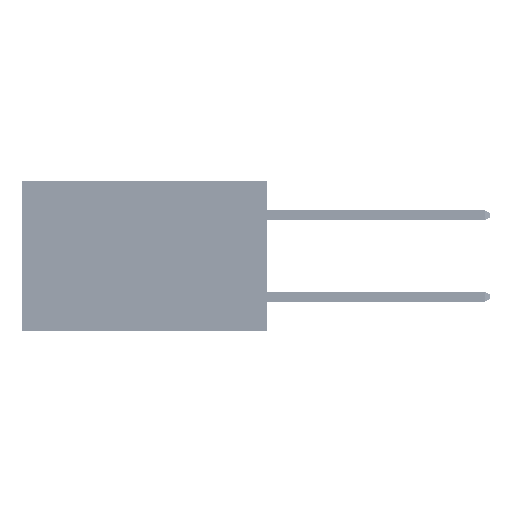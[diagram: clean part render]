
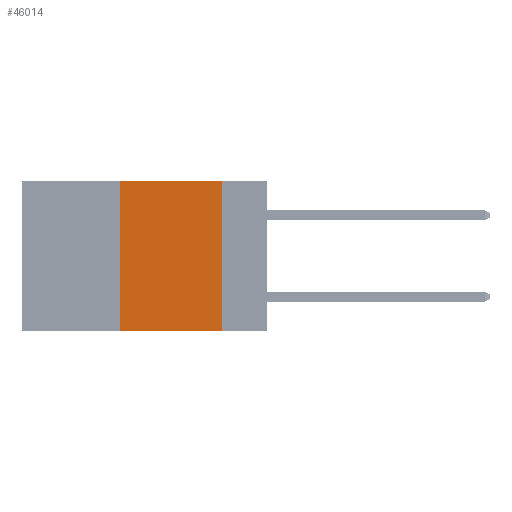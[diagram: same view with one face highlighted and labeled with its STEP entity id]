
A CAD part, left-side view. The second image highlights one B-rep face of the part: STEP entity #46014.
In plain terms, the highlighted planar face has unit normal (-1, 0, 0).
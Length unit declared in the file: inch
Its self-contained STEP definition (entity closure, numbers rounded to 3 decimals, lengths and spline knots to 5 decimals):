
#3166 = FACE_OUTER_BOUND ( 'NONE', #50100, .T. ) ;
#4608 = LINE ( 'NONE', #13060, #46153 ) ;
#4797 = DIRECTION ( 'NONE',  ( 1., 0., 0. ) ) ;
#5106 = CARTESIAN_POINT ( 'NONE',  ( 0., 0.36, 0. ) ) ;
#5939 = DIRECTION ( 'NONE',  ( 0., -1., 0. ) ) ;
#6180 = EDGE_CURVE ( 'NONE', #37788, #38872, #4608, .T. ) ;
#7756 = CARTESIAN_POINT ( 'NONE',  ( 0., 0.11, 0. ) ) ;
#8531 = CARTESIAN_POINT ( 'NONE',  ( 0., 0.11, 0. ) ) ;
#9782 = EDGE_CURVE ( 'NONE', #12119, #24306, #9862, .T. ) ;
#9862 = LINE ( 'NONE', #29335, #25152 ) ;
#11659 = ORIENTED_EDGE ( 'NONE', *, *, #29579, .F. ) ;
#12095 = ORIENTED_EDGE ( 'NONE', *, *, #6180, .F. ) ;
#12119 = VERTEX_POINT ( 'NONE', #46318 ) ;
#13060 = CARTESIAN_POINT ( 'NONE',  ( 0., 0.6, 0. ) ) ;
#13928 = LINE ( 'NONE', #8531, #35279 ) ;
#16377 = DIRECTION ( 'NONE',  ( 0., 0., -1. ) ) ;
#22789 = CARTESIAN_POINT ( 'NONE',  ( 0., 0.11, -0.37 ) ) ;
#24306 = VERTEX_POINT ( 'NONE', #22789 ) ;
#25152 = VECTOR ( 'NONE', #5939, 39.37008 ) ;
#27370 = AXIS2_PLACEMENT_3D ( 'NONE', #47625, #4797, #37380 ) ;
#27388 = ORIENTED_EDGE ( 'NONE', *, *, #9782, .T. ) ;
#29335 = CARTESIAN_POINT ( 'NONE',  ( 0., 0.6, -0.37 ) ) ;
#29524 = EDGE_CURVE ( 'NONE', #38872, #24306, #13928, .T. ) ;
#29579 = EDGE_CURVE ( 'NONE', #12119, #37788, #42603, .T. ) ;
#34077 = VECTOR ( 'NONE', #36334, 39.37008 ) ;
#35279 = VECTOR ( 'NONE', #16377, 39.37008 ) ;
#36334 = DIRECTION ( 'NONE',  ( 0., 0., 1. ) ) ;
#37380 = DIRECTION ( 'NONE',  ( 0., 0., -1. ) ) ;
#37788 = VERTEX_POINT ( 'NONE', #40630 ) ;
#38872 = VERTEX_POINT ( 'NONE', #7756 ) ;
#40630 = CARTESIAN_POINT ( 'NONE',  ( 0., 0.36, 0. ) ) ;
#42603 = LINE ( 'NONE', #5106, #34077 ) ;
#42805 = ORIENTED_EDGE ( 'NONE', *, *, #29524, .F. ) ;
#43728 = PLANE ( 'NONE',  #27370 ) ;
#46014 = ADVANCED_FACE ( 'NONE', ( #3166 ), #43728, .F. ) ;
#46153 = VECTOR ( 'NONE', #49024, 39.37008 ) ;
#46318 = CARTESIAN_POINT ( 'NONE',  ( 0., 0.36, -0.37 ) ) ;
#47625 = CARTESIAN_POINT ( 'NONE',  ( 0., 0.6, 0. ) ) ;
#49024 = DIRECTION ( 'NONE',  ( 0., -1., 0. ) ) ;
#50100 = EDGE_LOOP ( 'NONE', ( #42805, #12095, #11659, #27388 ) ) ;
